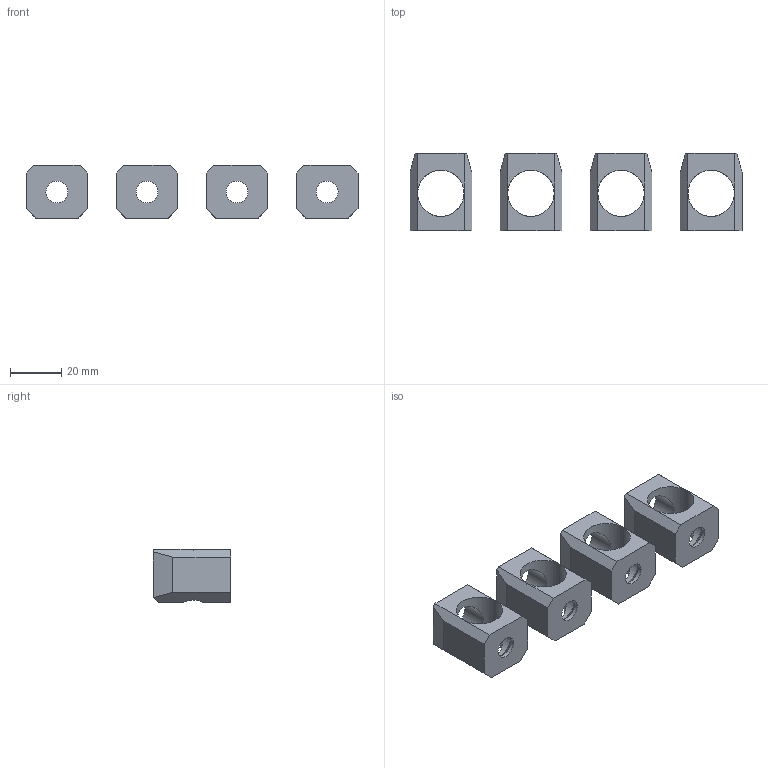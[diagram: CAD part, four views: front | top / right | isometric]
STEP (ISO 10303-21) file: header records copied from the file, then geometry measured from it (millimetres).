
FILE_DESCRIPTION(('CATIA V5 STEP Exchange'),'2;1');
FILE_NAME('1SDH001294R0121_1PA_001_00_A2_4p_FCCuAl_185mmq_sup.stp','2014-12-04T15:43:46+00:00',('none'),('none'),'CATIA Version 5 Release 20 SP 1 (IN-10)','CATIA V5 STEP AP214','none');
FILE_SCHEMA(('AUTOMOTIVE_DESIGN { 1 0 10303 214 1 1 1 1 }'));
Length unit declared in the file: millimetre
Products named in the file (1): 1SDH001294R0121_1PA_001_00_A2_4p_FCCuAl_185mmq_sup
Bounding box: 129 x 30 x 20.75 mm (x, y, z)
Volume: 27231.6 mm3; surface area: 16172.7 mm2
Topology: 4 solids, 4 shells, 100 faces, 260 edges, 160 vertices
Faces by surface type: plane 60, cylinder 32, cone 8
Entity records: 3264 total; most frequent: CARTESIAN_POINT 1035, ORIENTED_EDGE 520, DIRECTION 320, EDGE_CURVE 260, VERTEX_POINT 160, VECTOR 156, LINE 156, EDGE_LOOP 116
